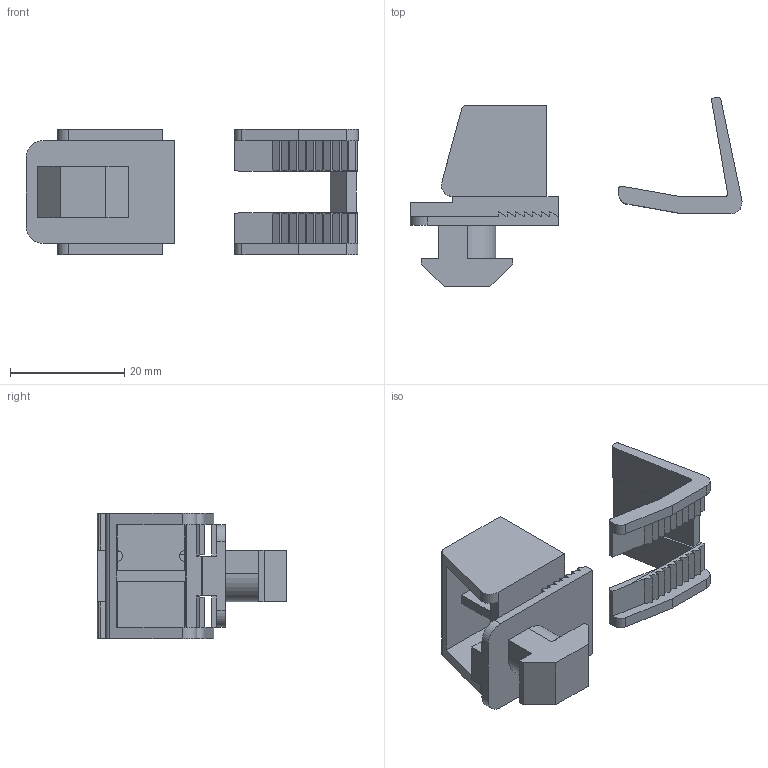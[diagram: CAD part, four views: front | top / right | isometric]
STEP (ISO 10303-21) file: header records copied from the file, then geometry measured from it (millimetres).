
FILE_DESCRIPTION(/* description */ ('KriTec Klemm-Multiblock 10'),/* implementation_level */ '2;1');
FILE_NAME(/* name */ '81311_KriTec_Klemm_Multiblock_10.stp',/* time_stamp */ '2019-12-23T16:23:59+01:00',/* author */ ('Steiner'),/* organization */ (''),/* preprocessor_version */ 'ST-DEVELOPER v17',/* originating_system */ 'Autodesk Inventor 2018',/* authorisation */ '');
FILE_SCHEMA (('AUTOMOTIVE_DESIGN { 1 0 10303 214 3 1 1 }'));
Length unit declared in the file: millimetre
Products named in the file (3): 81311; KriTec Klemm-Multiblock 10_1; KriTec Klemm-Multiblock 10_2
Assembly tree (2 placements, depth 2):
  81311
    KriTec Klemm-Multiblock 10_1
    KriTec Klemm-Multiblock 10_2
Bounding box: 58.17 x 33.25 x 22 mm (x, y, z)
Volume: 6352.8 mm3; surface area: 6509.9 mm2
Topology: 2 solids, 2 shells, 179 faces, 518 edges, 342 vertices
Faces by surface type: plane 151, cylinder 28
Full cylindrical faces by diameter (mm): 2 x2
Entity records: 5923 total; most frequent: CARTESIAN_POINT 1045, ORIENTED_EDGE 1036, DIRECTION 950, EDGE_CURVE 518, LINE 456, VECTOR 456, VERTEX_POINT 342, AXIS2_PLACEMENT_3D 247
